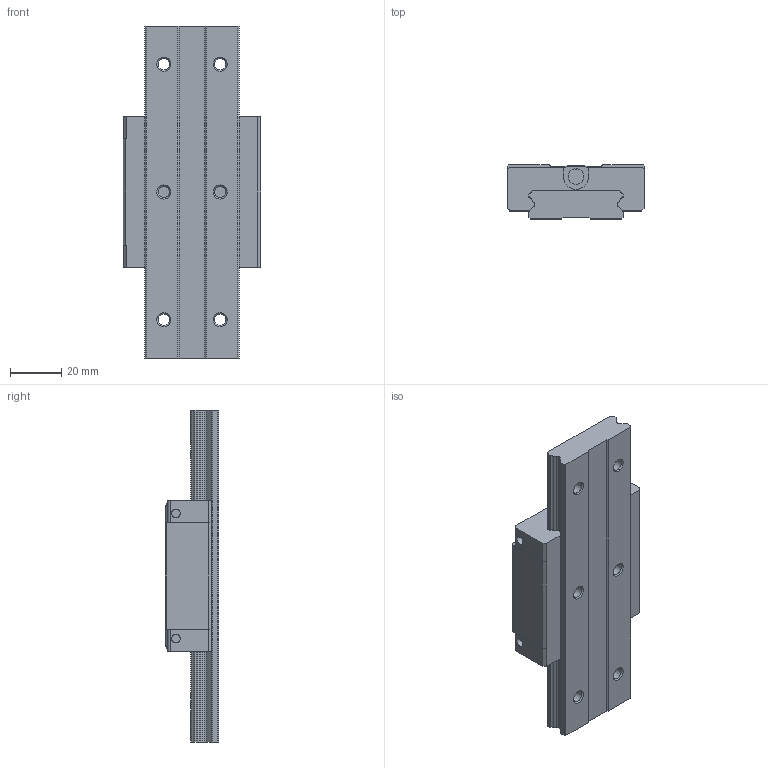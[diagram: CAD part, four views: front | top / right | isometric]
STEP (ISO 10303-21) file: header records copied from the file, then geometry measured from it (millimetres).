
FILE_DESCRIPTION((''),'2;1');
FILE_NAME('weh21ca.stp','2012-08-01T16:16:10',('liveinlib'),(''),'Autodesk Inventor 2012','Autodesk Inventor 2012','');
FILE_SCHEMA(('AUTOMOTIVE_DESIGN { 1 0 10303 214 1 1 1 1 }'));
Length unit declared in the file: millimetre
Products named in the file (3): weh21ca; wer21; wew21cc
Assembly tree (2 placements, depth 2):
  weh21ca
    wer21
    wew21cc
Bounding box: 54 x 21 x 130 mm (x, y, z)
Volume: 85964 mm3; surface area: 26162.1 mm2
Topology: 2 solids, 2 shells, 212 faces, 534 edges, 344 vertices
Faces by surface type: plane 106, cylinder 84, cone 22
Full cylindrical faces by diameter (mm): 1 x2, 3.3 x4, 4.134 x4, 4.5 x6, 5.3 x2, 6.2 x2, 7.5 x6
Entity records: 6198 total; most frequent: DIRECTION 1098, CARTESIAN_POINT 1043, ORIENTED_EDGE 968, EDGE_CURVE 484, AXIS2_PLACEMENT_3D 397, VERTEX_POINT 342, VECTOR 304, LINE 304
